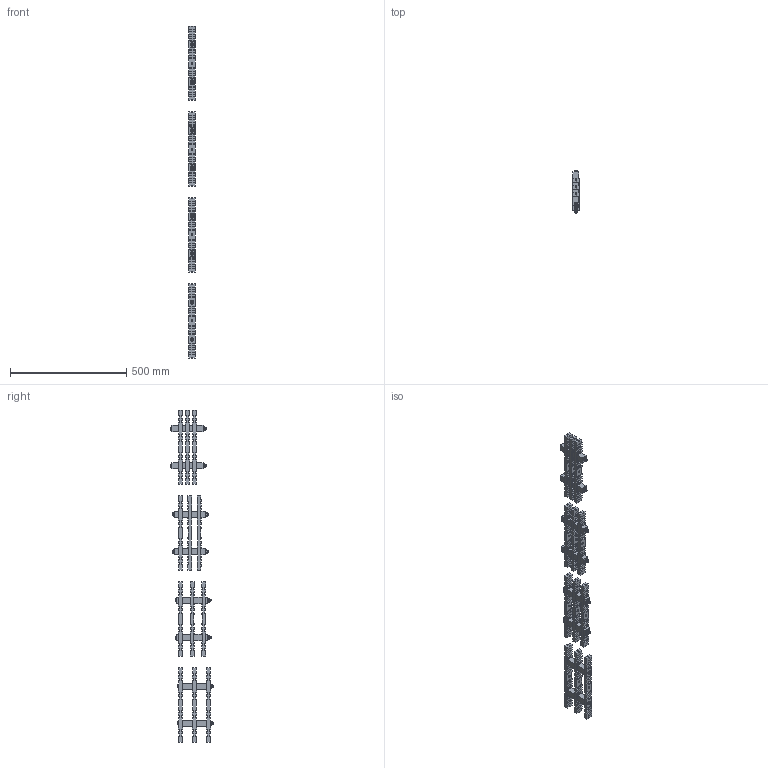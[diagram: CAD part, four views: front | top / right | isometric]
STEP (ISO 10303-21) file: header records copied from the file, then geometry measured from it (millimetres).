
FILE_DESCRIPTION(('STEP AP214'),'1');
FILE_NAME('cctmp_0879EA36-5B9E-4A06-B9A3-46BF8CB18C6C_2023_03_29_08_31_48_0037..stp','2023-03-29T06:31:49',('SIEMENS A&D'),('CADClick - www.CADClick.com'),'Spatial InterOp 3D postprocessed',' ','unknown authorization');
FILE_SCHEMA(('AUTOMOTIVE_DESIGN'));
Length unit declared in the file: millimetre
Products named in the file (5): cc_unnamed; 2023_03_29_08_31_47_0960; 2023_03_29_08_31_47_0956; 2023_03_29_08_31_47_0952; 2023_03_29_08_31_47_0948
Assembly tree (4 placements, depth 2):
  cc_unnamed
    2023_03_29_08_31_47_0960
    2023_03_29_08_31_47_0956
    2023_03_29_08_31_47_0952
    2023_03_29_08_31_47_0948
Bounding box: 30 x 185.2 x 1430 mm (x, y, z)
Volume: 2154136.5 mm3; surface area: 491858.1 mm2
Topology: 4 solids, 40 shells, 2032 faces, 5474 edges, 3594 vertices
Faces by surface type: plane 1584, cone 272, cylinder 176
Entity records: 69650 total; most frequent: CARTESIAN_POINT 12129, ORIENTED_EDGE 10948, DIRECTION 9988, EDGE_CURVE 5474, LINE 4522, VECTOR 4522, VERTEX_POINT 3594, AXIS2_PLACEMENT_3D 2733
